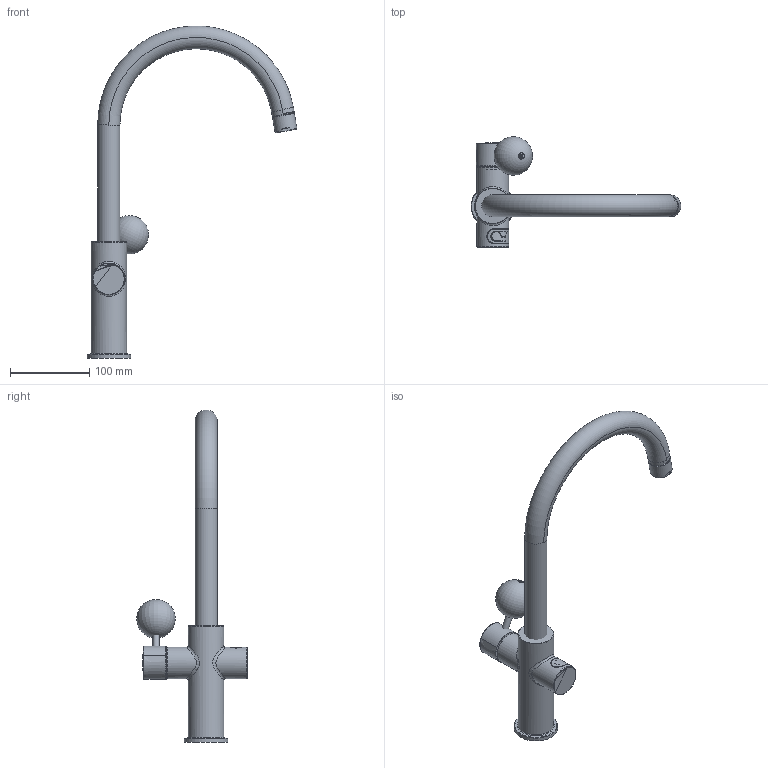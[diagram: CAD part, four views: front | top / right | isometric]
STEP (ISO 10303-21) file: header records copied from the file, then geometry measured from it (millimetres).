
FILE_DESCRIPTION(/* description */ ('Unknown'),/* implementation_level */ '2;1');
FILE_NAME(/* name */ '409244045',/* time_stamp */ '2022-09-10T06:37:24+02:00',/* author */ ('Unknown'),/* organization */ ('GROHE AG'),/* preprocessor_version */ 'ST-DEVELOPER v16.7',/* originating_system */ 'DEX',/* authorisation */ $);
FILE_SCHEMA (('AUTOMOTIVE_DESIGN {1 0 10303 214 3 1 1}'));
Length unit declared in the file: millimetre
Products named in the file (8): 409244045; Document; Document_0; 409244045_0; A1921_MENTOR_ALLCATPART_14072015; 409244045_1; Document_1
Assembly tree (7 placements, depth 2):
  409244045
    Document
    409244045
    Document_0
    409244045_0
    A1921_MENTOR_ALLCATPART_14072015
    409244045_1
    Document_1
Bounding box: 265.12 x 139.65 x 419.38 mm (x, y, z)
Volume: 423190.3 mm3; surface area: 112299.5 mm2
Topology: 7 solids, 10 shells, 136 faces, 353 edges, 241 vertices
Faces by surface type: cylinder 46, plane 41, torus 22, bspline 19, cone 7, sphere 1
Full cylindrical faces by diameter (mm): 6 x1, 8.06 x1, 22 x1, 24 x1, 25.7 x2, 26 x1, 28 x3, 35 x1, 36.9 x1, 40 x2, 45 x1, 55 x1
Entity records: 9359 total; most frequent: CARTESIAN_POINT 5960, ORIENTED_EDGE 604, DIRECTION 493, EDGE_CURVE 302, VERTEX_POINT 234, AXIS2_PLACEMENT_3D 220, FACE_BOUND 186, EDGE_LOOP 180
